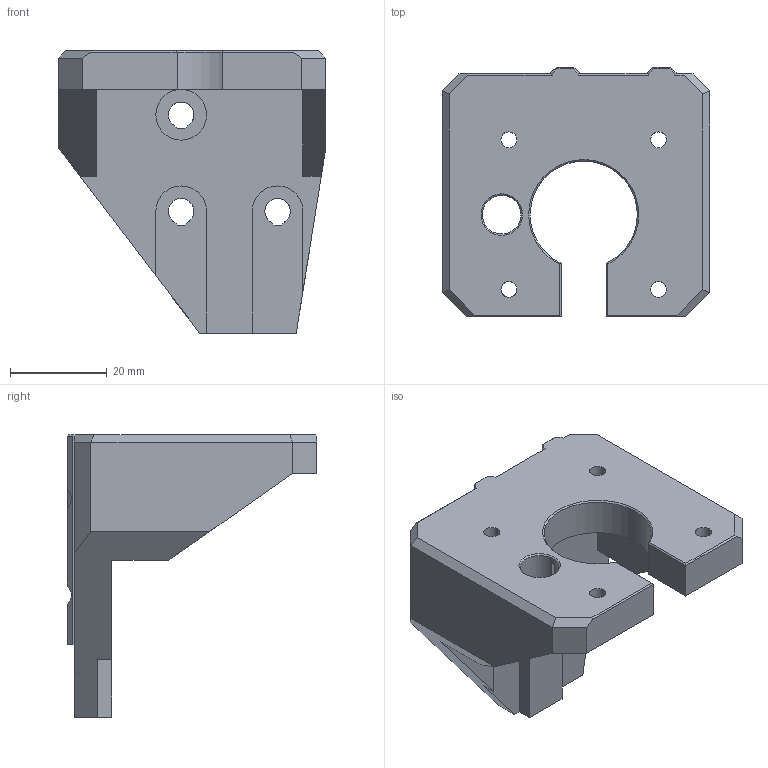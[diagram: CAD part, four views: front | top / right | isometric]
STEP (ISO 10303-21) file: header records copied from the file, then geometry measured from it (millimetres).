
FILE_DESCRIPTION(('FreeCAD Model'),'2;1');
FILE_NAME('z_motor_mount_left.step','2020-06-08T20:59:01',('Author'),( ''),'Open CASCADE STEP processor 7.4','FreeCAD','Unknown');
FILE_SCHEMA(('AUTOMOTIVE_DESIGN { 1 0 10303 214 1 1 1 1 }'));
Length unit declared in the file: millimetre
Products named in the file (1): z_motor_mount_left
Bounding box: 55.5 x 51.7 x 58.5 mm (x, y, z)
Volume: 37373.7 mm3; surface area: 13956.2 mm2
Topology: 1 solids, 1 shells, 99 faces, 288 edges, 187 vertices
Faces by surface type: plane 81, cylinder 12, cone 6
Full cylindrical faces by diameter (mm): 3.3 x4, 8 x1, 10.5 x1
Entity records: 7313 total; most frequent: CARTESIAN_POINT 1500, DIRECTION 1095, LINE 729, VECTOR 729, ORIENTED_EDGE 576, PCURVE 576, DEFINITIONAL_REPRESENTATION 576, EDGE_CURVE 288
